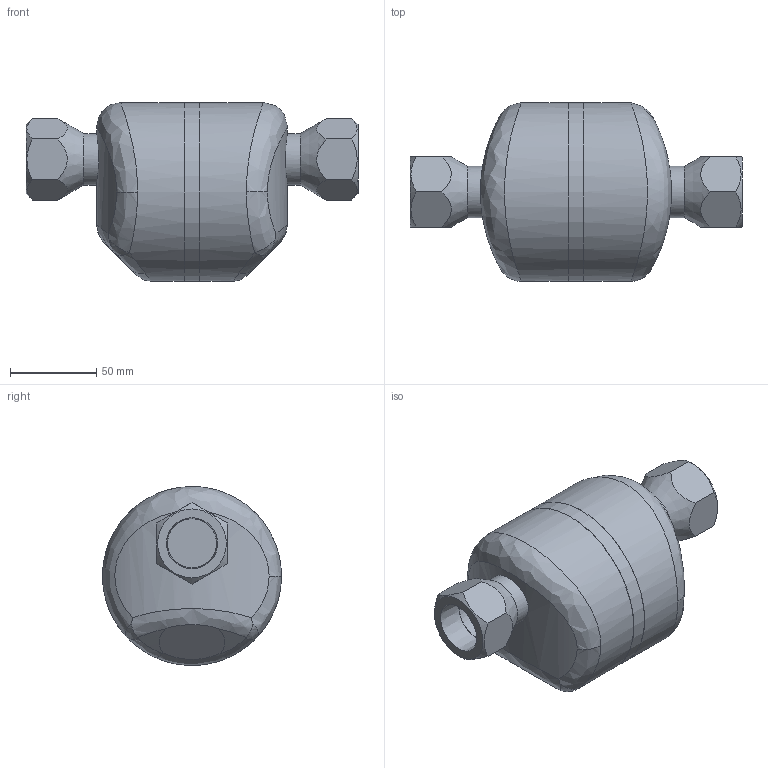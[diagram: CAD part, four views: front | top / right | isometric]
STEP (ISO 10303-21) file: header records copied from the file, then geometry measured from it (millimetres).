
FILE_DESCRIPTION(/* description */ (''),/* implementation_level */ '2;1');
FILE_NAME(/* name */ 'ss5v0-025-screw-00.stp',/* time_stamp */ '2020-12-07T11:58:39+09:00',/* author */ ('nakaot'),/* organization */ (''),/* preprocessor_version */ 'ST-DEVELOPER v18',/* originating_system */ 'Autodesk Inventor 2020',/* authorisation */ '');
FILE_SCHEMA (('AUTOMOTIVE_DESIGN { 1 0 10303 214 3 1 1 }'));
Length unit declared in the file: millimetre
Products named in the file (1): ss5n0-025-screw-00
Bounding box: 193 x 104 x 104 mm (x, y, z)
Volume: 906355.3 mm3; surface area: 63174.3 mm2
Topology: 1 solids, 1 shells, 61 faces, 149 edges, 100 vertices
Faces by surface type: plane 24, bspline 16, cylinder 11, cone 10
Full cylindrical faces by diameter (mm): 28.575 x2, 30 x2, 100 x2, 104 x3
Entity records: 3102 total; most frequent: CARTESIAN_POINT 1797, ORIENTED_EDGE 298, DIRECTION 207, EDGE_CURVE 149, VERTEX_POINT 100, AXIS2_PLACEMENT_3D 90, EDGE_LOOP 71, FACE_OUTER_BOUND 61
